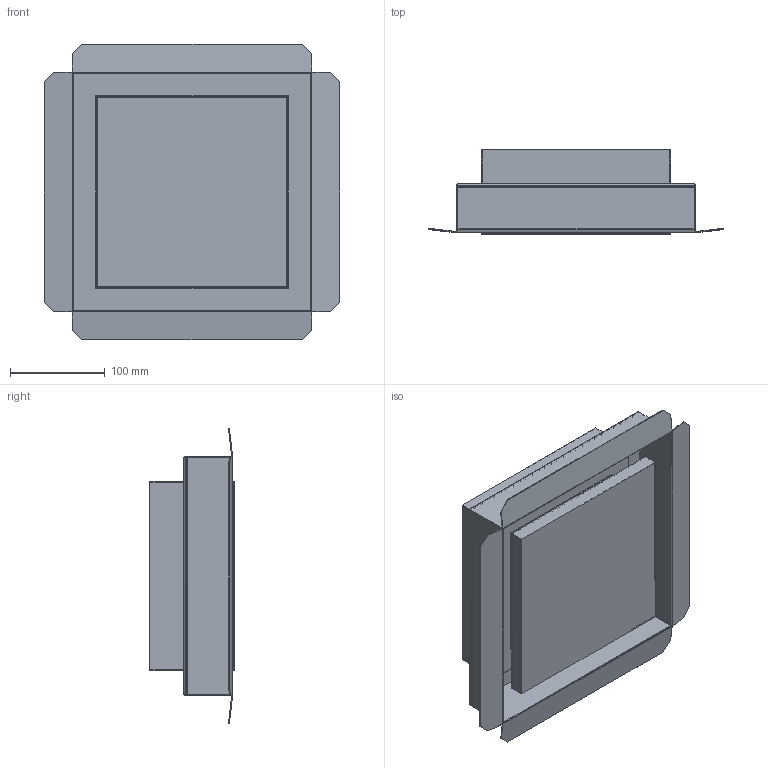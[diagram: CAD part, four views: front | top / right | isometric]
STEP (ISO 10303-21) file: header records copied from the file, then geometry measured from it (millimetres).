
FILE_DESCRIPTION((''),'2;1');
FILE_NAME('VENT-BRB700','2021-02-12T',('seona'),(''),'CREO PARAMETRIC BY PTC INC, 2016260','CREO PARAMETRIC BY PTC INC, 2016260','');
FILE_SCHEMA(('CONFIG_CONTROL_DESIGN'));
Length unit declared in the file: millimetre
Products named in the file (1): VENT-BRB700
Bounding box: 313 x 89 x 313 mm (x, y, z)
Volume: 313665.2 mm3; surface area: 632266.2 mm2
Topology: 4 solids, 5 shells, 156 faces, 356 edges, 212 vertices
Faces by surface type: plane 88, cylinder 40, bspline 20, torus 4, sphere 4
Entity records: 4662 total; most frequent: CARTESIAN_POINT 1320, ORIENTED_EDGE 704, DIRECTION 600, EDGE_CURVE 352, VECTOR 248, LINE 248, VERTEX_POINT 212, AXIS2_PLACEMENT_3D 176
